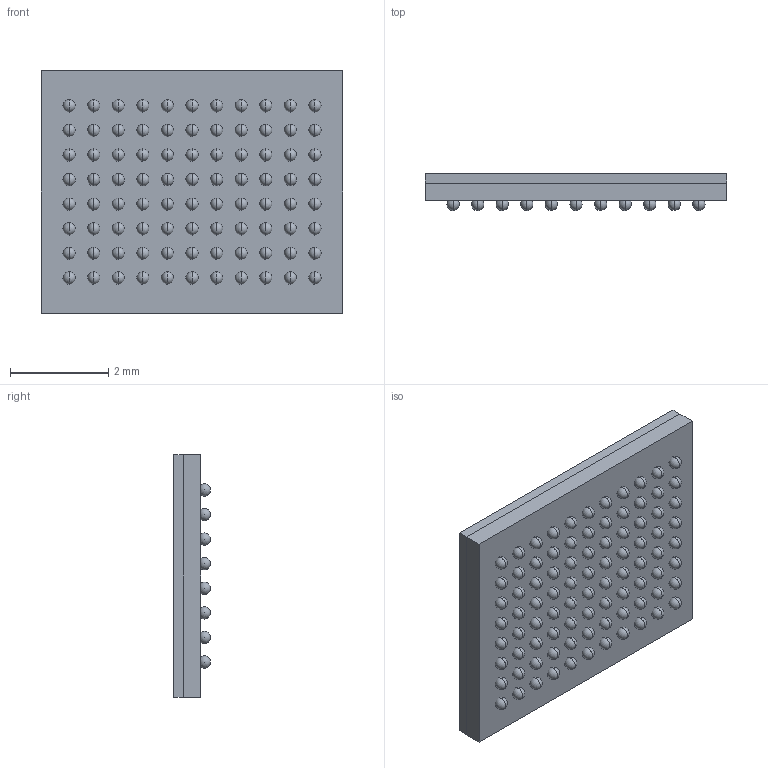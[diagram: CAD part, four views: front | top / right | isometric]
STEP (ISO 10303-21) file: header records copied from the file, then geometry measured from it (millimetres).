
FILE_DESCRIPTION (( 'STEP AP214' ), '1' );
FILE_NAME ( 'BGA_88CP50_8X11_493X613X75B25.STEP', '2019-03-13T20:30:33', ( '' ), ( '' ), 'Part was generated with the free Library Expert Lite available at www.PCBLibraries.com. Removing line will violate the End User License Agreement.', '©2017 PCB Libraries, Inc.', '' );
FILE_SCHEMA (( 'AUTOMOTIVE_DESIGN' ));
Length unit declared in the file: millimetre
Products named in the file (1): BGA_88CP50_8X11_493X613X75B25
Bounding box: 6.13 x 0.75 x 4.93 mm (x, y, z)
Volume: 17.3 mm3; surface area: 150.4 mm2
Topology: 90 solids, 90 shells, 191 faces, 646 edges, 460 vertices
Faces by surface type: sphere 176, plane 13, torus 2
Entity records: 5234 total; most frequent: DIRECTION 772, CARTESIAN_POINT 594, ORIENTED_EDGE 412, AXIS2_PLACEMENT_3D 374, STYLED_ITEM 282, PRESENTATION_LAYER_ASSIGNMENT 282, MECHANICAL_DESIGN_GEOMETRIC_PRESENTATION_REPRESENTATION 282, EDGE_CURVE 206
